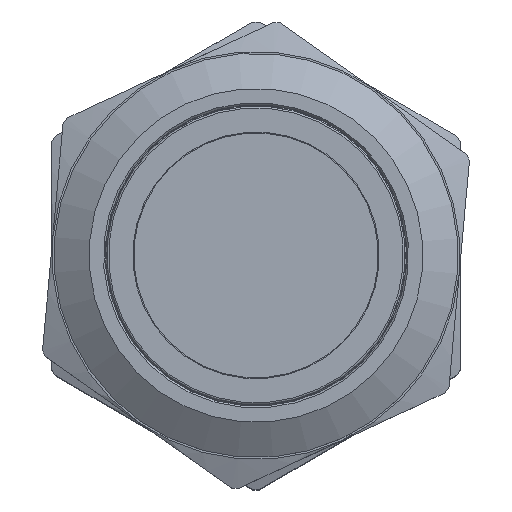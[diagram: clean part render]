
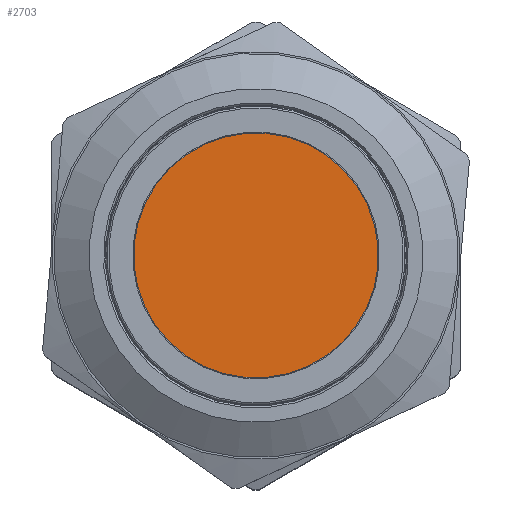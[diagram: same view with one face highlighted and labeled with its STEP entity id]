
A CAD part, top view. The second image highlights one B-rep face of the part: STEP entity #2703.
In plain terms, the highlighted planar face has unit normal (0, 0, 1).
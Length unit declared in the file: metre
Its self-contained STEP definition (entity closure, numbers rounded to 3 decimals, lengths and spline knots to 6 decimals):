
#2703 = ADVANCED_FACE( '', ( #5115 ), #5116, .F. );
#5115 = FACE_OUTER_BOUND( '', #7373, .T. );
#5116 = PLANE( '', #7374 );
#7373 = EDGE_LOOP( '', ( #9312 ) );
#7374 = AXIS2_PLACEMENT_3D( '', #9313, #9314, #9315 );
#9312 = ORIENTED_EDGE( '', *, *, #12920, .F. );
#9313 = CARTESIAN_POINT( '', ( 0., 0., 0.0012 ) );
#9314 = DIRECTION( '', ( 0., 0., -1. ) );
#9315 = DIRECTION( '', ( 0., -1., 0. ) );
#12920 = EDGE_CURVE( '', #14400, #14400, #14401, .T. );
#14400 = VERTEX_POINT( '', #16091 );
#14401 = CIRCLE( '', #16092, 0.0066 );
#16091 = CARTESIAN_POINT( '', ( 0.0066, 0., 0.0012 ) );
#16092 = AXIS2_PLACEMENT_3D( '', #17848, #17849, #17850 );
#17848 = CARTESIAN_POINT( '', ( 0., 0., 0.0012 ) );
#17849 = DIRECTION( '', ( 0., 0., -1. ) );
#17850 = DIRECTION( '', ( 1., 0., 0. ) );
